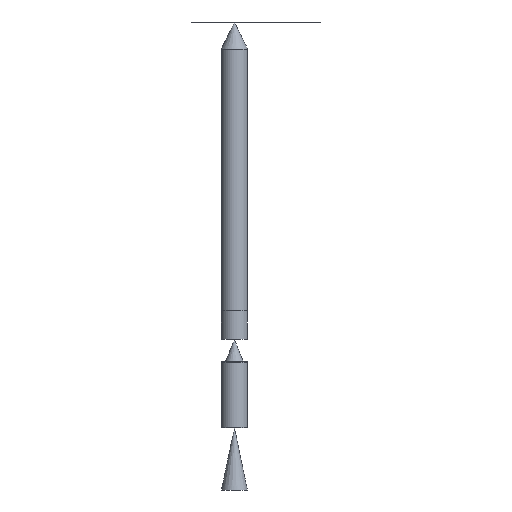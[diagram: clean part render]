
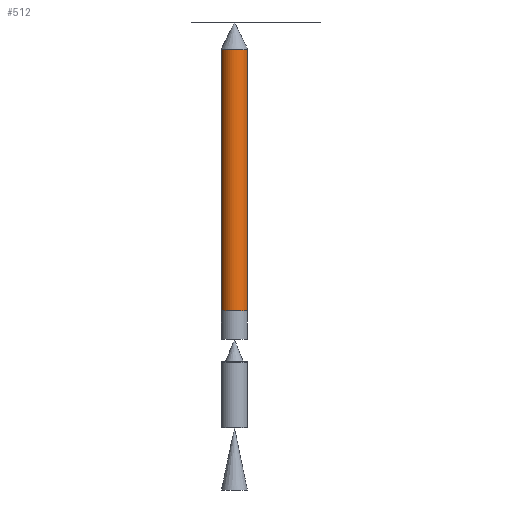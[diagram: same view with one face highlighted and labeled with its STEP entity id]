
A CAD part, front view. The second image highlights one B-rep face of the part: STEP entity #512.
In plain terms, the highlighted cylindrical face has radius 1850 mm (diameter 3700 mm), a full revolution.
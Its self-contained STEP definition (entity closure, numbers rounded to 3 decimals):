
#512 = ADVANCED_FACE('',(#513),#540,.T.);
#513 = FACE_BOUND('',#514,.T.);
#514 = EDGE_LOOP('',(#515,#524,#532,#539));
#515 = ORIENTED_EDGE('',*,*,#516,.F.);
#516 = EDGE_CURVE('',#517,#517,#519,.T.);
#517 = VERTEX_POINT('',#518);
#518 = CARTESIAN_POINT('',(1850.,0.,
    37327.356));
#519 = CIRCLE('',#520,1850.);
#520 = AXIS2_PLACEMENT_3D('',#521,#522,#523);
#521 = CARTESIAN_POINT('',(0.,0.,37327.356));
#522 = DIRECTION('',(0.,0.,1.));
#523 = DIRECTION('',(1.,0.,-0.));
#524 = ORIENTED_EDGE('',*,*,#525,.F.);
#525 = EDGE_CURVE('',#526,#517,#528,.T.);
#526 = VERTEX_POINT('',#527);
#527 = CARTESIAN_POINT('',(1850.,0.,0.));
#528 = LINE('',#529,#530);
#529 = CARTESIAN_POINT('',(1850.,0.,0.));
#530 = VECTOR('',#531,1.);
#531 = DIRECTION('',(0.,0.,1.));
#532 = ORIENTED_EDGE('',*,*,#533,.T.);
#533 = EDGE_CURVE('',#526,#526,#534,.T.);
#534 = CIRCLE('',#535,1850.);
#535 = AXIS2_PLACEMENT_3D('',#536,#537,#538);
#536 = CARTESIAN_POINT('',(0.,0.,0.));
#537 = DIRECTION('',(0.,0.,1.));
#538 = DIRECTION('',(1.,0.,-0.));
#539 = ORIENTED_EDGE('',*,*,#525,.T.);
#540 = CYLINDRICAL_SURFACE('',#541,1850.);
#541 = AXIS2_PLACEMENT_3D('',#542,#543,#544);
#542 = CARTESIAN_POINT('',(0.,0.,0.));
#543 = DIRECTION('',(0.,0.,1.));
#544 = DIRECTION('',(1.,0.,-0.));
